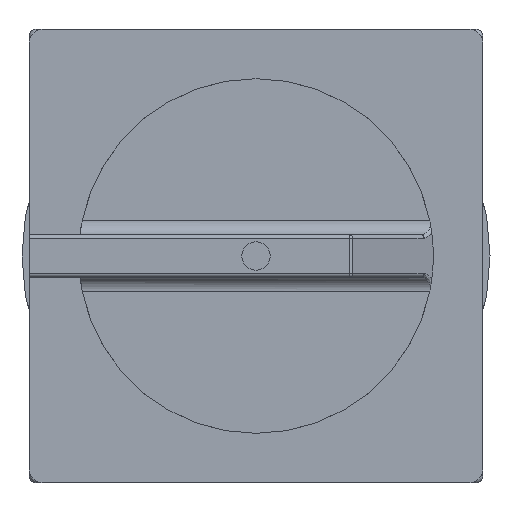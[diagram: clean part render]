
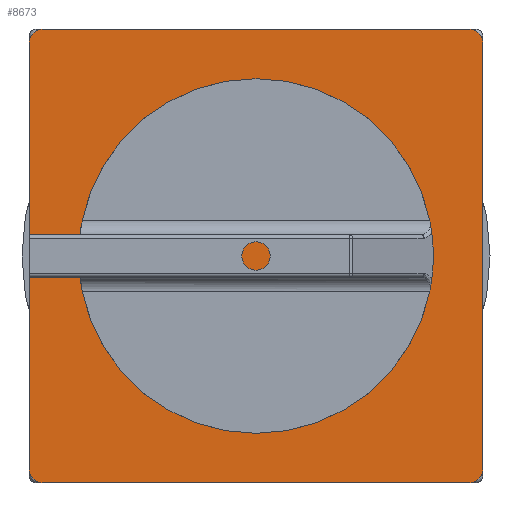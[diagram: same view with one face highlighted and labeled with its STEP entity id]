
A CAD part, front view. The second image highlights one B-rep face of the part: STEP entity #8673.
In plain terms, the highlighted face is planar.
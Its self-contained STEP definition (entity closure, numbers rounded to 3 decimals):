
#8514=CARTESIAN_POINT('',(-30.,-30.,0.));
#8515=DIRECTION('',(0.,0.,-1.));
#8516=DIRECTION('',(0.,-1.,0.));
#8517=AXIS2_PLACEMENT_3D('',#8514,#8515,#8516);
#8519=DIRECTION('',(1.,0.,0.));
#8520=VECTOR('',#8519,60.);
#8521=CARTESIAN_POINT('',(-30.,-32.,0.));
#8522=LINE('',#8521,#8520);
#8523=CARTESIAN_POINT('',(30.,-30.,0.));
#8524=DIRECTION('',(0.,0.,-1.));
#8525=DIRECTION('',(1.,0.,0.));
#8526=AXIS2_PLACEMENT_3D('',#8523,#8524,#8525);
#8528=DIRECTION('',(0.,1.,0.));
#8529=VECTOR('',#8528,60.);
#8530=CARTESIAN_POINT('',(32.,-30.,0.));
#8531=LINE('',#8530,#8529);
#8532=CARTESIAN_POINT('',(30.,30.,0.));
#8533=DIRECTION('',(0.,0.,-1.));
#8534=DIRECTION('',(0.,1.,0.));
#8535=AXIS2_PLACEMENT_3D('',#8532,#8533,#8534);
#8537=DIRECTION('',(-1.,0.,0.));
#8538=VECTOR('',#8537,60.);
#8539=CARTESIAN_POINT('',(30.,32.,0.));
#8540=LINE('',#8539,#8538);
#8541=CARTESIAN_POINT('',(-30.,30.,0.));
#8542=DIRECTION('',(0.,0.,-1.));
#8543=DIRECTION('',(-1.,0.,0.));
#8544=AXIS2_PLACEMENT_3D('',#8541,#8542,#8543);
#8546=DIRECTION('',(0.,-1.,0.));
#8547=VECTOR('',#8546,60.);
#8548=CARTESIAN_POINT('',(-32.,30.,0.));
#8549=LINE('',#8548,#8547);
#8618=CARTESIAN_POINT('',(-30.,-32.,0.));
#8619=CARTESIAN_POINT('',(-32.,-30.,0.));
#8620=VERTEX_POINT('',#8618);
#8621=VERTEX_POINT('',#8619);
#8626=CARTESIAN_POINT('',(-32.,30.,0.));
#8627=CARTESIAN_POINT('',(-30.,32.,0.));
#8628=VERTEX_POINT('',#8626);
#8629=VERTEX_POINT('',#8627);
#8634=CARTESIAN_POINT('',(32.,-30.,0.));
#8635=CARTESIAN_POINT('',(30.,-32.,0.));
#8636=VERTEX_POINT('',#8634);
#8637=VERTEX_POINT('',#8635);
#8642=CARTESIAN_POINT('',(30.,32.,0.));
#8643=CARTESIAN_POINT('',(32.,30.,0.));
#8644=VERTEX_POINT('',#8642);
#8645=VERTEX_POINT('',#8643);
#8650=CARTESIAN_POINT('',(0.,0.,0.));
#8651=DIRECTION('',(0.,0.,1.));
#8652=DIRECTION('',(1.,0.,0.));
#8653=AXIS2_PLACEMENT_3D('',#8650,#8651,#8652);
#8654=PLANE('',#8653);
#8656=ORIENTED_EDGE('',*,*,#8655,.F.);
#8658=ORIENTED_EDGE('',*,*,#8657,.T.);
#8660=ORIENTED_EDGE('',*,*,#8659,.F.);
#8662=ORIENTED_EDGE('',*,*,#8661,.T.);
#8664=ORIENTED_EDGE('',*,*,#8663,.F.);
#8666=ORIENTED_EDGE('',*,*,#8665,.T.);
#8668=ORIENTED_EDGE('',*,*,#8667,.F.);
#8670=ORIENTED_EDGE('',*,*,#8669,.T.);
#8671=EDGE_LOOP('',(#8656,#8658,#8660,#8662,#8664,#8666,#8668,#8670));
#8672=FACE_OUTER_BOUND('',#8671,.F.);
#8673=ADVANCED_FACE('',(#8672),#8654,.F.);
#8518=CIRCLE('',#8517,2.);
#8527=CIRCLE('',#8526,2.);
#8536=CIRCLE('',#8535,2.);
#8545=CIRCLE('',#8544,2.);
#8655=EDGE_CURVE('',#8620,#8621,#8518,.T.);
#8657=EDGE_CURVE('',#8620,#8637,#8522,.T.);
#8659=EDGE_CURVE('',#8636,#8637,#8527,.T.);
#8661=EDGE_CURVE('',#8636,#8645,#8531,.T.);
#8663=EDGE_CURVE('',#8644,#8645,#8536,.T.);
#8665=EDGE_CURVE('',#8644,#8629,#8540,.T.);
#8667=EDGE_CURVE('',#8628,#8629,#8545,.T.);
#8669=EDGE_CURVE('',#8628,#8621,#8549,.T.);
